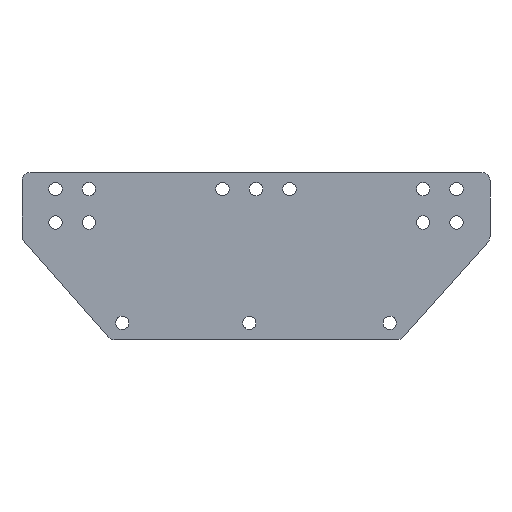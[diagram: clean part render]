
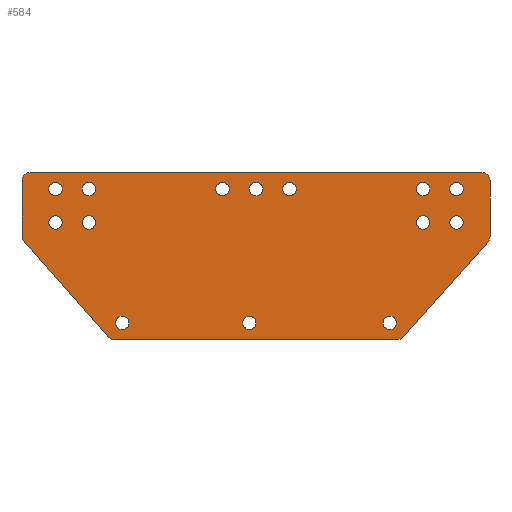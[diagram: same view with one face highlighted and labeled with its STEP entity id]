
A CAD part, top view. The second image highlights one B-rep face of the part: STEP entity #584.
In plain terms, the highlighted planar face has unit normal (0, 0, 1).
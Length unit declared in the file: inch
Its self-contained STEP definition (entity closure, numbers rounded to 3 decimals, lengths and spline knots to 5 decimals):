
#29=FACE_BOUND('',#121,.T.);
#30=FACE_BOUND('',#122,.T.);
#31=FACE_BOUND('',#123,.T.);
#32=FACE_BOUND('',#124,.T.);
#33=FACE_BOUND('',#125,.T.);
#34=FACE_BOUND('',#126,.T.);
#35=FACE_BOUND('',#127,.T.);
#36=FACE_BOUND('',#128,.T.);
#37=FACE_BOUND('',#129,.T.);
#38=FACE_BOUND('',#130,.T.);
#39=FACE_BOUND('',#131,.T.);
#40=FACE_BOUND('',#132,.T.);
#41=FACE_BOUND('',#133,.T.);
#42=FACE_BOUND('',#134,.T.);
#50=PLANE('',#674);
#78=FACE_OUTER_BOUND('',#120,.T.);
#120=EDGE_LOOP('',(#511,#512,#513,#514,#515,#516,#517,#518,#519,#520,#521,
#522));
#121=EDGE_LOOP('',(#523));
#122=EDGE_LOOP('',(#524));
#123=EDGE_LOOP('',(#525));
#124=EDGE_LOOP('',(#526));
#125=EDGE_LOOP('',(#527));
#126=EDGE_LOOP('',(#528));
#127=EDGE_LOOP('',(#529));
#128=EDGE_LOOP('',(#530));
#129=EDGE_LOOP('',(#531));
#130=EDGE_LOOP('',(#532));
#131=EDGE_LOOP('',(#533));
#132=EDGE_LOOP('',(#534));
#133=EDGE_LOOP('',(#535));
#134=EDGE_LOOP('',(#536));
#139=LINE('',#866,#177);
#147=LINE('',#922,#185);
#150=LINE('',#930,#188);
#153=LINE('',#939,#191);
#157=LINE('',#950,#195);
#158=LINE('',#952,#196);
#177=VECTOR('',#689,0.3937);
#185=VECTOR('',#743,0.3937);
#188=VECTOR('',#752,0.3937);
#191=VECTOR('',#761,0.3937);
#195=VECTOR('',#775,0.3937);
#196=VECTOR('',#778,0.3937);
#211=CIRCLE('',#608,0.125);
#232=CIRCLE('',#632,0.125);
#233=CIRCLE('',#635,0.125);
#234=CIRCLE('',#638,0.125);
#235=CIRCLE('',#641,0.125);
#236=CIRCLE('',#643,0.125);
#237=CIRCLE('',#647,0.1);
#238=CIRCLE('',#649,0.1);
#239=CIRCLE('',#651,0.1);
#240=CIRCLE('',#653,0.1);
#241=CIRCLE('',#655,0.1);
#242=CIRCLE('',#657,0.1);
#243=CIRCLE('',#659,0.1);
#244=CIRCLE('',#661,0.1);
#245=CIRCLE('',#663,0.1);
#246=CIRCLE('',#665,0.1);
#247=CIRCLE('',#667,0.1);
#248=CIRCLE('',#669,0.1);
#249=CIRCLE('',#671,0.1);
#250=CIRCLE('',#673,0.1);
#251=VERTEX_POINT('',#853);
#252=VERTEX_POINT('',#854);
#256=VERTEX_POINT('',#864);
#280=VERTEX_POINT('',#916);
#281=VERTEX_POINT('',#920);
#282=VERTEX_POINT('',#924);
#283=VERTEX_POINT('',#928);
#284=VERTEX_POINT('',#932);
#285=VERTEX_POINT('',#933);
#286=VERTEX_POINT('',#938);
#287=VERTEX_POINT('',#942);
#288=VERTEX_POINT('',#946);
#289=VERTEX_POINT('',#954);
#290=VERTEX_POINT('',#958);
#291=VERTEX_POINT('',#962);
#292=VERTEX_POINT('',#966);
#293=VERTEX_POINT('',#970);
#294=VERTEX_POINT('',#974);
#295=VERTEX_POINT('',#978);
#296=VERTEX_POINT('',#982);
#297=VERTEX_POINT('',#986);
#298=VERTEX_POINT('',#990);
#299=VERTEX_POINT('',#994);
#300=VERTEX_POINT('',#998);
#301=VERTEX_POINT('',#1002);
#302=VERTEX_POINT('',#1006);
#303=EDGE_CURVE('',#251,#252,#211,.T.);
#309=EDGE_CURVE('',#256,#251,#139,.T.);
#334=EDGE_CURVE('',#280,#256,#232,.T.);
#337=EDGE_CURVE('',#281,#280,#147,.T.);
#338=EDGE_CURVE('',#282,#281,#233,.T.);
#341=EDGE_CURVE('',#283,#282,#150,.T.);
#342=EDGE_CURVE('',#284,#285,#234,.T.);
#345=EDGE_CURVE('',#285,#286,#153,.T.);
#347=EDGE_CURVE('',#286,#287,#235,.T.);
#349=EDGE_CURVE('',#288,#283,#236,.T.);
#351=EDGE_CURVE('',#252,#284,#157,.T.);
#352=EDGE_CURVE('',#287,#288,#158,.T.);
#353=EDGE_CURVE('',#289,#289,#237,.T.);
#355=EDGE_CURVE('',#290,#290,#238,.T.);
#357=EDGE_CURVE('',#291,#291,#239,.T.);
#359=EDGE_CURVE('',#292,#292,#240,.T.);
#361=EDGE_CURVE('',#293,#293,#241,.T.);
#363=EDGE_CURVE('',#294,#294,#242,.T.);
#365=EDGE_CURVE('',#295,#295,#243,.T.);
#367=EDGE_CURVE('',#296,#296,#244,.T.);
#369=EDGE_CURVE('',#297,#297,#245,.T.);
#371=EDGE_CURVE('',#298,#298,#246,.T.);
#373=EDGE_CURVE('',#299,#299,#247,.T.);
#375=EDGE_CURVE('',#300,#300,#248,.T.);
#377=EDGE_CURVE('',#301,#301,#249,.T.);
#379=EDGE_CURVE('',#302,#302,#250,.T.);
#511=ORIENTED_EDGE('',*,*,#303,.F.);
#512=ORIENTED_EDGE('',*,*,#309,.F.);
#513=ORIENTED_EDGE('',*,*,#334,.F.);
#514=ORIENTED_EDGE('',*,*,#337,.F.);
#515=ORIENTED_EDGE('',*,*,#338,.F.);
#516=ORIENTED_EDGE('',*,*,#341,.F.);
#517=ORIENTED_EDGE('',*,*,#349,.F.);
#518=ORIENTED_EDGE('',*,*,#352,.F.);
#519=ORIENTED_EDGE('',*,*,#347,.F.);
#520=ORIENTED_EDGE('',*,*,#345,.F.);
#521=ORIENTED_EDGE('',*,*,#342,.F.);
#522=ORIENTED_EDGE('',*,*,#351,.F.);
#523=ORIENTED_EDGE('',*,*,#379,.F.);
#524=ORIENTED_EDGE('',*,*,#377,.F.);
#525=ORIENTED_EDGE('',*,*,#375,.F.);
#526=ORIENTED_EDGE('',*,*,#373,.F.);
#527=ORIENTED_EDGE('',*,*,#371,.F.);
#528=ORIENTED_EDGE('',*,*,#369,.F.);
#529=ORIENTED_EDGE('',*,*,#367,.F.);
#530=ORIENTED_EDGE('',*,*,#365,.F.);
#531=ORIENTED_EDGE('',*,*,#363,.F.);
#532=ORIENTED_EDGE('',*,*,#361,.F.);
#533=ORIENTED_EDGE('',*,*,#359,.F.);
#534=ORIENTED_EDGE('',*,*,#357,.F.);
#535=ORIENTED_EDGE('',*,*,#355,.F.);
#536=ORIENTED_EDGE('',*,*,#353,.F.);
#584=ADVANCED_FACE('',(#78,#29,#30,#31,#32,#33,#34,#35,#36,#37,#38,#39,
#40,#41,#42),#50,.T.);
#608=AXIS2_PLACEMENT_3D('',#855,#679,#680);
#632=AXIS2_PLACEMENT_3D('',#917,#737,#738);
#635=AXIS2_PLACEMENT_3D('',#925,#746,#747);
#638=AXIS2_PLACEMENT_3D('',#934,#755,#756);
#641=AXIS2_PLACEMENT_3D('',#943,#765,#766);
#643=AXIS2_PLACEMENT_3D('',#947,#770,#771);
#647=AXIS2_PLACEMENT_3D('',#955,#781,#782);
#649=AXIS2_PLACEMENT_3D('',#959,#786,#787);
#651=AXIS2_PLACEMENT_3D('',#963,#791,#792);
#653=AXIS2_PLACEMENT_3D('',#967,#796,#797);
#655=AXIS2_PLACEMENT_3D('',#971,#801,#802);
#657=AXIS2_PLACEMENT_3D('',#975,#806,#807);
#659=AXIS2_PLACEMENT_3D('',#979,#811,#812);
#661=AXIS2_PLACEMENT_3D('',#983,#816,#817);
#663=AXIS2_PLACEMENT_3D('',#987,#821,#822);
#665=AXIS2_PLACEMENT_3D('',#991,#826,#827);
#667=AXIS2_PLACEMENT_3D('',#995,#831,#832);
#669=AXIS2_PLACEMENT_3D('',#999,#836,#837);
#671=AXIS2_PLACEMENT_3D('',#1003,#841,#842);
#673=AXIS2_PLACEMENT_3D('',#1007,#846,#847);
#674=AXIS2_PLACEMENT_3D('',#1009,#849,#850);
#679=DIRECTION('center_axis',(0.,0.,-1.));
#680=DIRECTION('ref_axis',(0.935,-0.356,0.));
#689=DIRECTION('',(0.,-1.,0.));
#737=DIRECTION('center_axis',(0.,0.,-1.));
#738=DIRECTION('ref_axis',(0.707,0.707,0.));
#743=DIRECTION('',(1.,0.,0.));
#746=DIRECTION('center_axis',(0.,0.,-1.));
#747=DIRECTION('ref_axis',(-0.707,0.707,0.));
#752=DIRECTION('',(0.,1.,0.));
#755=DIRECTION('center_axis',(0.,0.,-1.));
#756=DIRECTION('ref_axis',(0.409,-0.912,0.));
#761=DIRECTION('',(-1.,0.,0.));
#765=DIRECTION('center_axis',(0.,0.,-1.));
#766=DIRECTION('ref_axis',(-0.411,-0.911,0.));
#770=DIRECTION('center_axis',(0.,0.,-1.));
#771=DIRECTION('ref_axis',(-0.935,-0.354,0.));
#775=DIRECTION('',(-0.665,-0.747,0.));
#778=DIRECTION('',(-0.661,0.75,0.));
#781=DIRECTION('center_axis',(0.,0.,1.));
#782=DIRECTION('ref_axis',(-1.,0.,0.));
#786=DIRECTION('center_axis',(0.,0.,1.));
#787=DIRECTION('ref_axis',(-1.,0.,0.));
#791=DIRECTION('center_axis',(0.,0.,1.));
#792=DIRECTION('ref_axis',(-1.,0.,0.));
#796=DIRECTION('center_axis',(0.,0.,1.));
#797=DIRECTION('ref_axis',(-1.,0.,0.));
#801=DIRECTION('center_axis',(0.,0.,1.));
#802=DIRECTION('ref_axis',(-1.,0.,0.));
#806=DIRECTION('center_axis',(0.,0.,1.));
#807=DIRECTION('ref_axis',(-1.,0.,0.));
#811=DIRECTION('center_axis',(0.,0.,1.));
#812=DIRECTION('ref_axis',(-1.,0.,0.));
#816=DIRECTION('center_axis',(0.,0.,1.));
#817=DIRECTION('ref_axis',(-1.,0.,0.));
#821=DIRECTION('center_axis',(0.,0.,1.));
#822=DIRECTION('ref_axis',(-1.,0.,0.));
#826=DIRECTION('center_axis',(0.,0.,1.));
#827=DIRECTION('ref_axis',(-1.,0.,0.));
#831=DIRECTION('center_axis',(0.,0.,1.));
#832=DIRECTION('ref_axis',(-1.,0.,0.));
#836=DIRECTION('center_axis',(0.,0.,1.));
#837=DIRECTION('ref_axis',(-1.,0.,0.));
#841=DIRECTION('center_axis',(0.,0.,1.));
#842=DIRECTION('ref_axis',(-1.,0.,0.));
#846=DIRECTION('center_axis',(0.,0.,1.));
#847=DIRECTION('ref_axis',(-1.,0.,0.));
#849=DIRECTION('center_axis',(0.,0.,1.));
#850=DIRECTION('ref_axis',(1.,0.,0.));
#853=CARTESIAN_POINT('',(3.69893,2.34205,0.0625));
#854=CARTESIAN_POINT('',(3.66731,2.25895,0.0625));
#855=CARTESIAN_POINT('Origin',(3.57393,2.34205,0.0625));
#864=CARTESIAN_POINT('',(3.69893,3.17545,0.0625));
#866=CARTESIAN_POINT('',(3.69893,0.80045,0.0625));
#916=CARTESIAN_POINT('',(3.57393,3.30045,0.0625));
#917=CARTESIAN_POINT('Origin',(3.57393,3.17545,0.0625));
#920=CARTESIAN_POINT('',(-3.17607,3.30045,0.0625));
#922=CARTESIAN_POINT('',(3.69893,3.30045,0.0625));
#924=CARTESIAN_POINT('',(-3.30107,3.17545,0.0625));
#925=CARTESIAN_POINT('Origin',(-3.17607,3.17545,0.0625));
#928=CARTESIAN_POINT('',(-3.30107,2.3477,0.0625));
#930=CARTESIAN_POINT('',(-3.30107,3.30045,0.0625));
#932=CARTESIAN_POINT('',(2.40661,0.84235,0.0625));
#933=CARTESIAN_POINT('',(2.31323,0.80045,0.0625));
#934=CARTESIAN_POINT('Origin',(2.31323,0.92545,0.0625));
#938=CARTESIAN_POINT('',(-1.92176,0.80045,0.0625));
#939=CARTESIAN_POINT('',(-3.30107,0.80045,0.0625));
#942=CARTESIAN_POINT('',(-2.01551,0.84277,0.0625));
#943=CARTESIAN_POINT('Origin',(-1.92176,0.92545,0.0625));
#946=CARTESIAN_POINT('',(-3.26982,2.26502,0.0625));
#947=CARTESIAN_POINT('Origin',(-3.17607,2.3477,0.0625));
#950=CARTESIAN_POINT('',(2.36932,0.80045,0.0625));
#952=CARTESIAN_POINT('',(-3.30107,2.30045,0.0625));
#954=CARTESIAN_POINT('',(2.79893,3.05045,0.0625));
#955=CARTESIAN_POINT('Origin',(2.69893,3.05045,0.0625));
#958=CARTESIAN_POINT('',(3.29893,3.05045,0.0625));
#959=CARTESIAN_POINT('Origin',(3.19893,3.05045,0.0625));
#962=CARTESIAN_POINT('',(3.29893,2.55045,0.0625));
#963=CARTESIAN_POINT('Origin',(3.19893,2.55045,0.0625));
#966=CARTESIAN_POINT('',(-2.20107,2.55045,0.0625));
#967=CARTESIAN_POINT('Origin',(-2.30107,2.55045,0.0625));
#970=CARTESIAN_POINT('',(-2.70107,2.55045,0.0625));
#971=CARTESIAN_POINT('Origin',(-2.80107,2.55045,0.0625));
#974=CARTESIAN_POINT('',(-2.70107,3.05045,0.0625));
#975=CARTESIAN_POINT('Origin',(-2.80107,3.05045,0.0625));
#978=CARTESIAN_POINT('',(-2.20107,3.05045,0.0625));
#979=CARTESIAN_POINT('Origin',(-2.30107,3.05045,0.0625));
#982=CARTESIAN_POINT('',(-0.20107,3.05045,0.0625));
#983=CARTESIAN_POINT('Origin',(-0.30107,3.05045,0.0625));
#986=CARTESIAN_POINT('',(0.29893,3.05045,0.0625));
#987=CARTESIAN_POINT('Origin',(0.19893,3.05045,0.0625));
#990=CARTESIAN_POINT('',(0.19893,1.05045,0.0625));
#991=CARTESIAN_POINT('Origin',(0.09893,1.05045,0.0625));
#994=CARTESIAN_POINT('',(-1.70107,1.05045,0.0625));
#995=CARTESIAN_POINT('Origin',(-1.80107,1.05045,0.0625));
#998=CARTESIAN_POINT('',(2.29893,1.05045,0.0625));
#999=CARTESIAN_POINT('Origin',(2.19893,1.05045,0.0625));
#1002=CARTESIAN_POINT('',(0.79893,3.05045,0.0625));
#1003=CARTESIAN_POINT('Origin',(0.69893,3.05045,0.0625));
#1006=CARTESIAN_POINT('',(2.79893,2.55045,0.0625));
#1007=CARTESIAN_POINT('Origin',(2.69893,2.55045,0.0625));
#1009=CARTESIAN_POINT('Origin',(0.19893,2.05045,0.0625));
